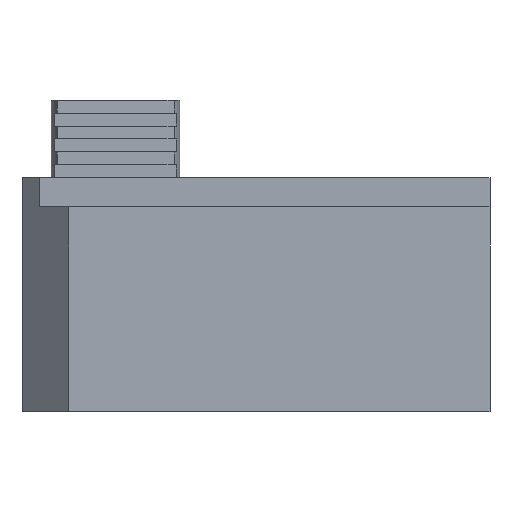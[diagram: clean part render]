
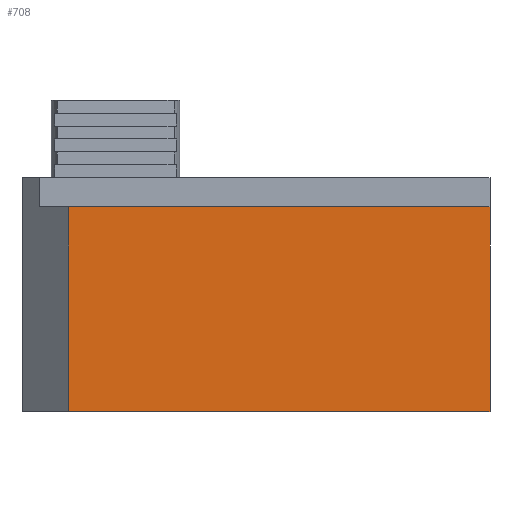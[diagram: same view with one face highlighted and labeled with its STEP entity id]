
A CAD part, front view. The second image highlights one B-rep face of the part: STEP entity #708.
In plain terms, the highlighted planar face has unit normal (0, -1, 0).
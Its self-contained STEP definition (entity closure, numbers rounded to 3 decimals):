
#398=EDGE_CURVE('',#406,#504,#1034,.T.);
#404=EDGE_CURVE('',#406,#658,#1040,.T.);
#406=VERTEX_POINT('',#1042);
#504=VERTEX_POINT('',#1147);
#508=EDGE_CURVE('',#504,#642,#1151,.T.);
#634=EDGE_CURVE('',#642,#658,#1287,.T.);
#642=VERTEX_POINT('',#1295);
#658=VERTEX_POINT('',#1314);
#708=ADVANCED_FACE('',(#1374),#1375,.T.);
#1034=LINE('',#1741,#1742);
#1040=LINE('',#1753,#1754);
#1042=CARTESIAN_POINT('',(-8.0,-20.0,0.0));
#1147=CARTESIAN_POINT('',(64.0,-20.0,0.0));
#1151=LINE('',#1914,#1915);
#1287=LINE('',#2102,#2103);
#1295=CARTESIAN_POINT('',(64.0,-20.0,35.0));
#1314=CARTESIAN_POINT('',(-8.0,-20.0,35.0));
#1374=FACE_OUTER_BOUND('',#2215,.T.);
#1375=PLANE('',#2216);
#1741=CARTESIAN_POINT('',(-8.0,-20.0,0.0));
#1742=VECTOR('',#2630,1.0);
#1753=CARTESIAN_POINT('',(-8.0,-20.0,0.0));
#1754=VECTOR('',#2633,1.0);
#1914=CARTESIAN_POINT('',(64.0,-20.0,0.0));
#1915=VECTOR('',#2746,1.0);
#2102=CARTESIAN_POINT('',(24.0,-20.0,35.0));
#2103=VECTOR('',#2881,1.0);
#2215=EDGE_LOOP('',(#3057,#3058,#3059,#3060));
#2216=AXIS2_PLACEMENT_3D('',#3061,#3062,#3063);
#2630=DIRECTION('',(1.0,0.0,0.0));
#2633=DIRECTION('',(0.0,0.0,1.0));
#2746=DIRECTION('',(0.0,0.0,1.0));
#2881=DIRECTION('',(-1.0,0.0,0.0));
#3057=ORIENTED_EDGE('',*,*,#634,.T.);
#3058=ORIENTED_EDGE('',*,*,#404,.F.);
#3059=ORIENTED_EDGE('',*,*,#398,.T.);
#3060=ORIENTED_EDGE('',*,*,#508,.T.);
#3061=CARTESIAN_POINT('',(64.0,-20.0,0.0));
#3062=DIRECTION('',(0.0,-1.0,0.0));
#3063=DIRECTION('',(0.0,0.0,-1.0));
